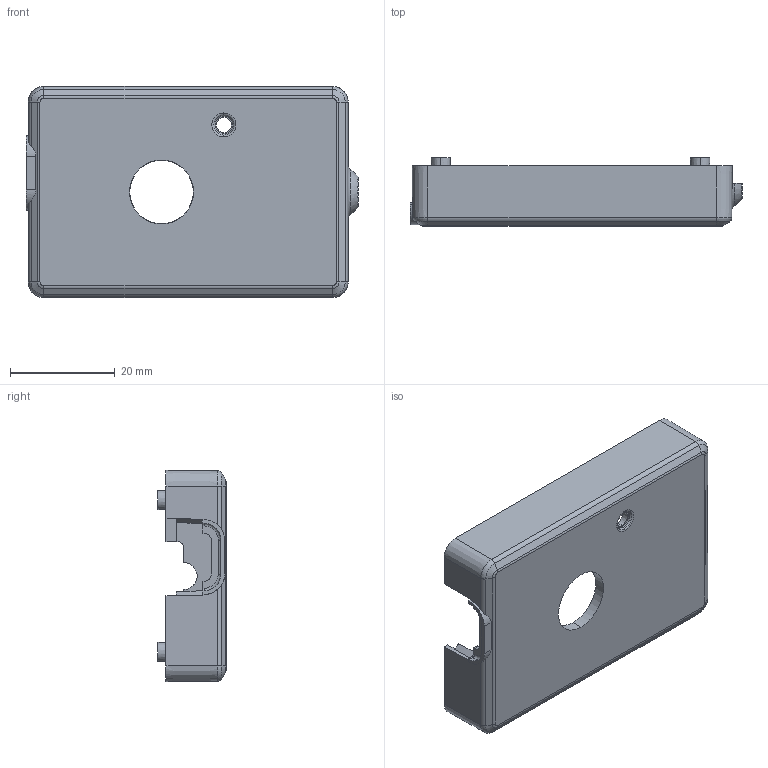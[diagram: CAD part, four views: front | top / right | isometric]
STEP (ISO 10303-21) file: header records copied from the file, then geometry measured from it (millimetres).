
FILE_DESCRIPTION (( 'STEP AP203' ), '1' );
FILE_NAME ('HOUSING TOP.STEP', '2023-04-13T02:17:48', ( '' ), ( '' ), 'SwSTEP 2.0', 'SolidWorks 2022', '' );
FILE_SCHEMA (( 'CONFIG_CONTROL_DESIGN' ));
Length unit declared in the file: millimetre
Products named in the file (1): HOUSING TOP
Bounding box: 63.37 x 13.07 x 40.34 mm (x, y, z)
Volume: 7981.6 mm3; surface area: 9139 mm2
Topology: 1 solids, 1 shells, 231 faces, 566 edges, 336 vertices
Faces by surface type: plane 68, cone 64, torus 38, cylinder 35, bspline 15, sphere 11
Entity records: 7248 total; most frequent: CARTESIAN_POINT 1826, DIRECTION 1165, ORIENTED_EDGE 1112, EDGE_CURVE 556, AXIS2_PLACEMENT_3D 461, VERTEX_POINT 336, CIRCLE 244, EDGE_LOOP 244
